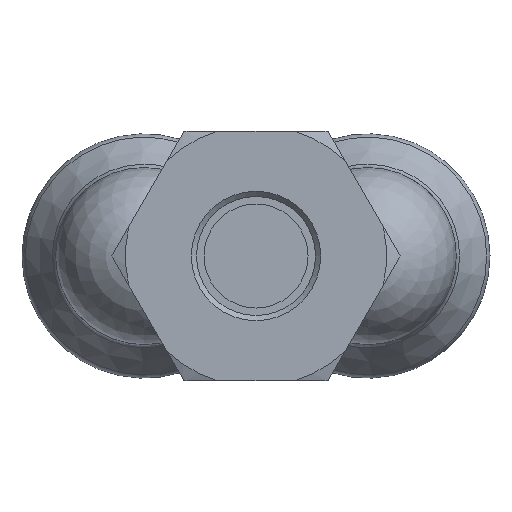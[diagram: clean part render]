
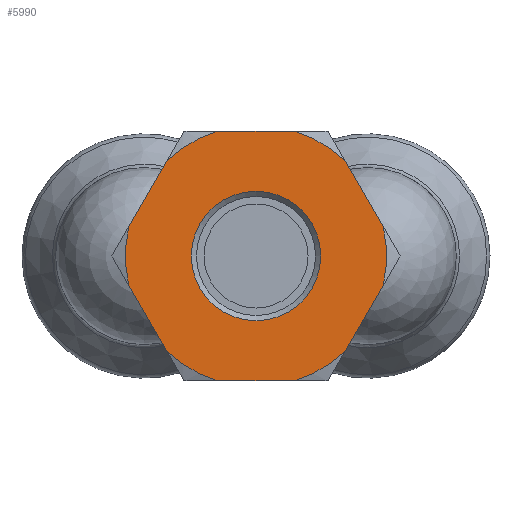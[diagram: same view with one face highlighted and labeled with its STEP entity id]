
A CAD part, front view. The second image highlights one B-rep face of the part: STEP entity #5990.
In plain terms, the highlighted face is planar.
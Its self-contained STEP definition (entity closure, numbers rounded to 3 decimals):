
#5866=CARTESIAN_POINT('',(-30.45,6.222,0.));
#5867=VERTEX_POINT('',#5866);
#5868=CARTESIAN_POINT('',(-30.45,0.,0.0));
#5869=DIRECTION('',(-1.0,0.0,0.0));
#5870=DIRECTION('',(0.0,-1.0,0.0));
#5871=AXIS2_PLACEMENT_3D('',#5868,#5869,#5870);
#5872=CIRCLE('',#5871,6.223);
#5873=EDGE_CURVE('',#5867,#5867,#5872,.T.);
#5878=CARTESIAN_POINT('',(-30.45,8.861,0.0));
#5879=DIRECTION('',(-1.0,0.0,0.0));
#5880=DIRECTION('',(0.0,0.0,1.0));
#5881=AXIS2_PLACEMENT_3D('',#5878,#5879,#5880);
#5882=PLANE('',#5881);
#5883=CARTESIAN_POINT('',(-30.45,12.241,2.799));
#5884=VERTEX_POINT('',#5883);
#5885=CARTESIAN_POINT('',(-30.45,12.241,-2.799));
#5886=VERTEX_POINT('',#5885);
#5887=CARTESIAN_POINT('',(-30.45,0.,0.0));
#5888=DIRECTION('',(-1.0,0.0,0.0));
#5889=DIRECTION('',(0.0,1.0,0.0));
#5890=AXIS2_PLACEMENT_3D('',#5887,#5888,#5889);
#5891=CIRCLE('',#5890,12.556);
#5892=EDGE_CURVE('',#5884,#5886,#5891,.T.);
#5893=ORIENTED_EDGE('',*,*,#5892,.T.);
#5894=CARTESIAN_POINT('',(-30.45,8.544,-9.201));
#5895=VERTEX_POINT('',#5894);
#5896=CARTESIAN_POINT('',(-30.45,8.544,-9.201));
#5897=DIRECTION('',(0.0,0.5,0.866));
#5898=VECTOR('',#5897,7.393);
#5899=LINE('',#5896,#5898);
#5900=EDGE_CURVE('',#5895,#5886,#5899,.T.);
#5901=ORIENTED_EDGE('',*,*,#5900,.F.);
#5902=CARTESIAN_POINT('',(-30.45,3.696,-12.));
#5903=VERTEX_POINT('',#5902);
#5904=CARTESIAN_POINT('',(-30.45,0.,0.0));
#5905=DIRECTION('',(-1.0,0.0,0.0));
#5906=DIRECTION('',(0.0,1.0,0.0));
#5907=AXIS2_PLACEMENT_3D('',#5904,#5905,#5906);
#5908=CIRCLE('',#5907,12.556);
#5909=EDGE_CURVE('',#5895,#5903,#5908,.T.);
#5910=ORIENTED_EDGE('',*,*,#5909,.T.);
#5911=CARTESIAN_POINT('',(-30.45,-3.696,-12.0));
#5912=VERTEX_POINT('',#5911);
#5913=CARTESIAN_POINT('',(-30.45,-3.696,-12.));
#5914=DIRECTION('',(0.0,1.0,0.0));
#5915=VECTOR('',#5914,7.393);
#5916=LINE('',#5913,#5915);
#5917=EDGE_CURVE('',#5912,#5903,#5916,.T.);
#5918=ORIENTED_EDGE('',*,*,#5917,.F.);
#5919=CARTESIAN_POINT('',(-30.45,-8.544,-9.201));
#5920=VERTEX_POINT('',#5919);
#5921=CARTESIAN_POINT('',(-30.45,0.,0.0));
#5922=DIRECTION('',(-1.0,0.0,0.0));
#5923=DIRECTION('',(0.0,1.0,0.0));
#5924=AXIS2_PLACEMENT_3D('',#5921,#5922,#5923);
#5925=CIRCLE('',#5924,12.556);
#5926=EDGE_CURVE('',#5912,#5920,#5925,.T.);
#5927=ORIENTED_EDGE('',*,*,#5926,.T.);
#5928=CARTESIAN_POINT('',(-30.45,-12.241,-2.799));
#5929=VERTEX_POINT('',#5928);
#5930=CARTESIAN_POINT('',(-30.45,-12.241,-2.799));
#5931=DIRECTION('',(0.0,0.5,-0.866));
#5932=VECTOR('',#5931,7.393);
#5933=LINE('',#5930,#5932);
#5934=EDGE_CURVE('',#5929,#5920,#5933,.T.);
#5935=ORIENTED_EDGE('',*,*,#5934,.F.);
#5936=CARTESIAN_POINT('',(-30.45,-12.241,2.799));
#5937=VERTEX_POINT('',#5936);
#5938=CARTESIAN_POINT('',(-30.45,0.,0.0));
#5939=DIRECTION('',(-1.0,0.0,0.0));
#5940=DIRECTION('',(0.0,1.0,0.0));
#5941=AXIS2_PLACEMENT_3D('',#5938,#5939,#5940);
#5942=CIRCLE('',#5941,12.556);
#5943=EDGE_CURVE('',#5929,#5937,#5942,.T.);
#5944=ORIENTED_EDGE('',*,*,#5943,.T.);
#5945=CARTESIAN_POINT('',(-30.45,-8.544,9.201));
#5946=VERTEX_POINT('',#5945);
#5947=CARTESIAN_POINT('',(-30.45,-8.544,9.201));
#5948=DIRECTION('',(0.0,-0.5,-0.866));
#5949=VECTOR('',#5948,7.393);
#5950=LINE('',#5947,#5949);
#5951=EDGE_CURVE('',#5946,#5937,#5950,.T.);
#5952=ORIENTED_EDGE('',*,*,#5951,.F.);
#5953=CARTESIAN_POINT('',(-30.45,-3.696,12.0));
#5954=VERTEX_POINT('',#5953);
#5955=CARTESIAN_POINT('',(-30.45,0.,0.0));
#5956=DIRECTION('',(-1.0,0.0,0.0));
#5957=DIRECTION('',(0.0,1.0,0.0));
#5958=AXIS2_PLACEMENT_3D('',#5955,#5956,#5957);
#5959=CIRCLE('',#5958,12.556);
#5960=EDGE_CURVE('',#5946,#5954,#5959,.T.);
#5961=ORIENTED_EDGE('',*,*,#5960,.T.);
#5962=CARTESIAN_POINT('',(-30.45,3.696,12.));
#5963=VERTEX_POINT('',#5962);
#5964=CARTESIAN_POINT('',(-30.45,3.696,12.));
#5965=DIRECTION('',(0.0,-1.0,0.0));
#5966=VECTOR('',#5965,7.393);
#5967=LINE('',#5964,#5966);
#5968=EDGE_CURVE('',#5963,#5954,#5967,.T.);
#5969=ORIENTED_EDGE('',*,*,#5968,.F.);
#5970=CARTESIAN_POINT('',(-30.45,8.544,9.201));
#5971=VERTEX_POINT('',#5970);
#5972=CARTESIAN_POINT('',(-30.45,0.,0.0));
#5973=DIRECTION('',(-1.0,0.0,0.0));
#5974=DIRECTION('',(0.0,1.0,0.0));
#5975=AXIS2_PLACEMENT_3D('',#5972,#5973,#5974);
#5976=CIRCLE('',#5975,12.556);
#5977=EDGE_CURVE('',#5963,#5971,#5976,.T.);
#5978=ORIENTED_EDGE('',*,*,#5977,.T.);
#5979=CARTESIAN_POINT('',(-30.45,12.241,2.799));
#5980=DIRECTION('',(0.0,-0.5,0.866));
#5981=VECTOR('',#5980,7.393);
#5982=LINE('',#5979,#5981);
#5983=EDGE_CURVE('',#5884,#5971,#5982,.T.);
#5984=ORIENTED_EDGE('',*,*,#5983,.F.);
#5985=EDGE_LOOP('',(#5893,#5901,#5910,#5918,#5927,#5935,#5944,#5952,#5961,#5969,#5978,#5984));
#5986=FACE_OUTER_BOUND('',#5985,.T.);
#5987=ORIENTED_EDGE('',*,*,#5873,.F.);
#5988=EDGE_LOOP('',(#5987));
#5989=FACE_BOUND('',#5988,.T.);
#5990=ADVANCED_FACE('',(#5986,#5989),#5882,.T.);
